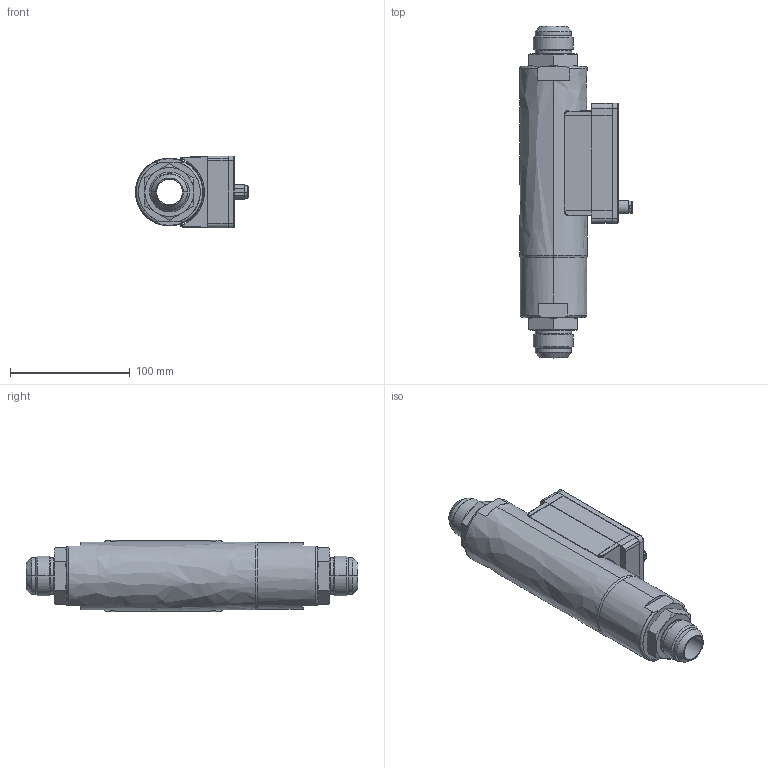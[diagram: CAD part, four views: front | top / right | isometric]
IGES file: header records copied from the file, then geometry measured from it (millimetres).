
Start section: SolidWorks IGES file using analytic representation for surfaces
Global section: file name: FT10180-10.IGS; native system: SolidWorks 2017; preprocessor: SolidWorks 2017; author: srn; date: 200731.115229; units: millimetre
Bounding box: 94.3 x 277.13 x 60 mm (x, y, z)
Surface area: 85995.5 mm2 (no closed solid volume)
Topology: 0 solids, 0 shells, 254 faces, 3426 edges, 3426 vertices
Faces by surface type: bspline 139, revolution 115
